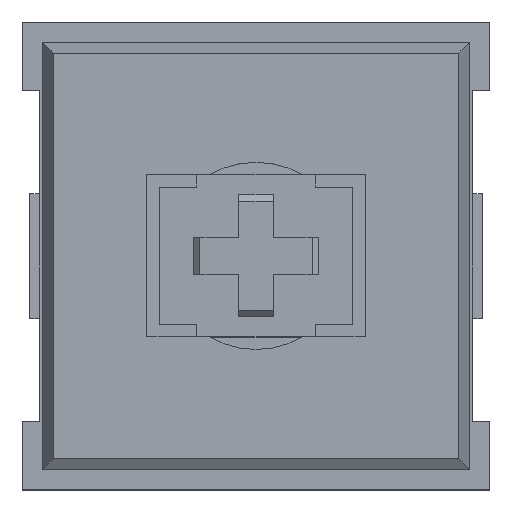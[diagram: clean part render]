
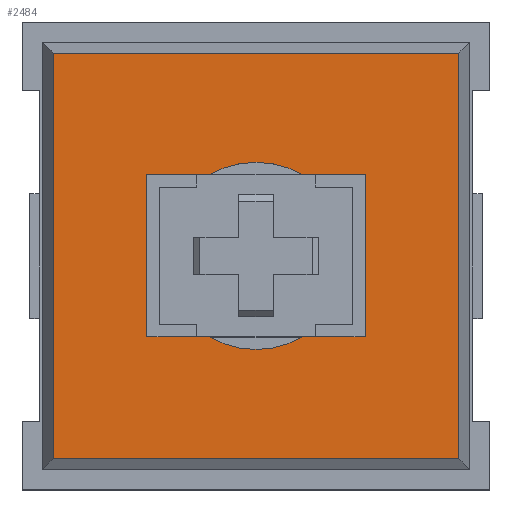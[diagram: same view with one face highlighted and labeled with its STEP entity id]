
A CAD part, top view. The second image highlights one B-rep face of the part: STEP entity #2484.
In plain terms, the highlighted planar face has unit normal (0, 0, 1).
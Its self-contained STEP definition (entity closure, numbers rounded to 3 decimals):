
#38=FACE_BOUND('',#217,.T.);
#43=CIRCLE('',#2700,3.);
#45=CIRCLE('',#2706,3.);
#81=FACE_OUTER_BOUND('',#216,.T.);
#216=EDGE_LOOP('',(#1687,#1688,#1689,#1690));
#217=EDGE_LOOP('',(#1691,#1692,#1693,#1694,#1695,#1696,#1697,#1698));
#366=LINE('',#3536,#692);
#371=LINE('',#3550,#697);
#374=LINE('',#3556,#700);
#377=LINE('',#3562,#703);
#381=LINE('',#3574,#707);
#384=LINE('',#3579,#710);
#389=LINE('',#3590,#715);
#399=LINE('',#3610,#725);
#429=LINE('',#3671,#755);
#430=LINE('',#3672,#756);
#692=VECTOR('',#2901,10.);
#697=VECTOR('',#2914,10.);
#700=VECTOR('',#2919,10.);
#703=VECTOR('',#2924,10.);
#707=VECTOR('',#2936,10.);
#710=VECTOR('',#2941,10.);
#715=VECTOR('',#2950,10.);
#725=VECTOR('',#2966,10.);
#755=VECTOR('',#3006,10.);
#756=VECTOR('',#3007,10.);
#1008=VERTEX_POINT('',#3534);
#1009=VERTEX_POINT('',#3535);
#1012=VERTEX_POINT('',#3543);
#1014=VERTEX_POINT('',#3549);
#1016=VERTEX_POINT('',#3555);
#1018=VERTEX_POINT('',#3561);
#1020=VERTEX_POINT('',#3567);
#1022=VERTEX_POINT('',#3573);
#1025=VERTEX_POINT('',#3584);
#1027=VERTEX_POINT('',#3588);
#1032=VERTEX_POINT('',#3606);
#1034=VERTEX_POINT('',#3609);
#1237=EDGE_CURVE('',#1008,#1009,#366,.T.);
#1241=EDGE_CURVE('',#1012,#1008,#43,.T.);
#1244=EDGE_CURVE('',#1014,#1012,#371,.T.);
#1247=EDGE_CURVE('',#1016,#1014,#374,.T.);
#1250=EDGE_CURVE('',#1018,#1016,#377,.T.);
#1253=EDGE_CURVE('',#1020,#1018,#45,.T.);
#1256=EDGE_CURVE('',#1022,#1020,#381,.T.);
#1259=EDGE_CURVE('',#1009,#1022,#384,.T.);
#1264=EDGE_CURVE('',#1025,#1027,#389,.T.);
#1274=EDGE_CURVE('',#1034,#1032,#399,.T.);
#1305=EDGE_CURVE('',#1027,#1034,#429,.T.);
#1306=EDGE_CURVE('',#1032,#1025,#430,.T.);
#1687=ORIENTED_EDGE('',*,*,#1264,.T.);
#1688=ORIENTED_EDGE('',*,*,#1305,.T.);
#1689=ORIENTED_EDGE('',*,*,#1274,.T.);
#1690=ORIENTED_EDGE('',*,*,#1306,.T.);
#1691=ORIENTED_EDGE('',*,*,#1237,.T.);
#1692=ORIENTED_EDGE('',*,*,#1259,.T.);
#1693=ORIENTED_EDGE('',*,*,#1256,.T.);
#1694=ORIENTED_EDGE('',*,*,#1253,.T.);
#1695=ORIENTED_EDGE('',*,*,#1250,.T.);
#1696=ORIENTED_EDGE('',*,*,#1247,.T.);
#1697=ORIENTED_EDGE('',*,*,#1244,.T.);
#1698=ORIENTED_EDGE('',*,*,#1241,.T.);
#2220=PLANE('',#2719);
#2484=ADVANCED_FACE('',(#81,#38),#2220,.T.);
#2700=AXIS2_PLACEMENT_3D('',#3544,#2907,#2908);
#2706=AXIS2_PLACEMENT_3D('',#3568,#2929,#2930);
#2719=AXIS2_PLACEMENT_3D('',#3670,#3004,#3005);
#2901=DIRECTION('',(1.,0.,0.));
#2907=DIRECTION('center_axis',(0.,0.,-1.));
#2908=DIRECTION('ref_axis',(0.499,0.867,0.));
#2914=DIRECTION('',(1.,0.,0.));
#2919=DIRECTION('',(0.,1.,0.));
#2924=DIRECTION('',(-1.,0.,0.));
#2929=DIRECTION('center_axis',(0.,0.,-1.));
#2930=DIRECTION('ref_axis',(-0.499,-0.867,0.));
#2936=DIRECTION('',(-1.,0.,0.));
#2941=DIRECTION('',(0.,-1.,0.));
#2950=DIRECTION('',(1.,0.,0.));
#2966=DIRECTION('',(-1.,0.,0.));
#3004=DIRECTION('center_axis',(0.,0.,1.));
#3005=DIRECTION('ref_axis',(1.,0.,0.));
#3006=DIRECTION('',(0.,1.,0.));
#3007=DIRECTION('',(0.,-1.,0.));
#3534=CARTESIAN_POINT('',(1.497,2.6,5.6));
#3535=CARTESIAN_POINT('',(3.5,2.6,5.6));
#3536=CARTESIAN_POINT('',(0.748,2.6,5.6));
#3543=CARTESIAN_POINT('',(-1.497,2.6,5.6));
#3544=CARTESIAN_POINT('Origin',(0.,0.,5.6));
#3549=CARTESIAN_POINT('',(-3.5,2.6,5.6));
#3550=CARTESIAN_POINT('',(-1.75,2.6,5.6));
#3555=CARTESIAN_POINT('',(-3.5,-2.6,5.6));
#3556=CARTESIAN_POINT('',(-3.5,-1.3,5.6));
#3561=CARTESIAN_POINT('',(-1.497,-2.6,5.6));
#3562=CARTESIAN_POINT('',(-0.748,-2.6,5.6));
#3567=CARTESIAN_POINT('',(1.497,-2.6,5.6));
#3568=CARTESIAN_POINT('Origin',(0.,0.,5.6));
#3573=CARTESIAN_POINT('',(3.5,-2.6,5.6));
#3574=CARTESIAN_POINT('',(1.75,-2.6,5.6));
#3579=CARTESIAN_POINT('',(3.5,1.3,5.6));
#3584=CARTESIAN_POINT('',(-6.5,-6.5,5.6));
#3588=CARTESIAN_POINT('',(6.5,-6.5,5.6));
#3590=CARTESIAN_POINT('',(-3.475,-6.5,5.6));
#3606=CARTESIAN_POINT('',(-6.5,6.5,5.6));
#3609=CARTESIAN_POINT('',(6.5,6.5,5.6));
#3610=CARTESIAN_POINT('',(-3.475,6.5,5.6));
#3670=CARTESIAN_POINT('Origin',(0.,0.,5.6));
#3671=CARTESIAN_POINT('',(6.5,-3.425,5.6));
#3672=CARTESIAN_POINT('',(-6.5,-3.425,5.6));
